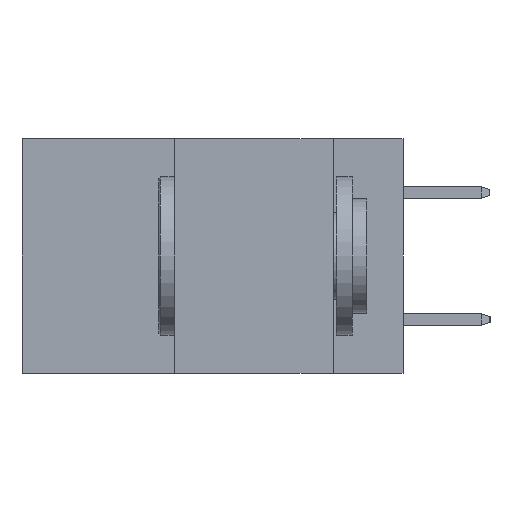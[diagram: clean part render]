
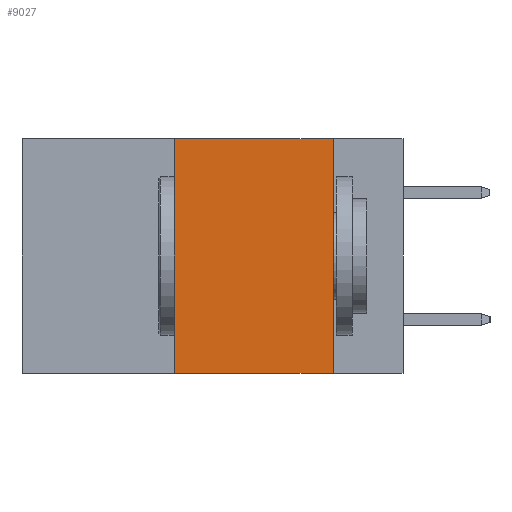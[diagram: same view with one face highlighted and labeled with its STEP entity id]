
A CAD part, left-side view. The second image highlights one B-rep face of the part: STEP entity #9027.
In plain terms, the highlighted planar face has unit normal (-1, 0, 0).
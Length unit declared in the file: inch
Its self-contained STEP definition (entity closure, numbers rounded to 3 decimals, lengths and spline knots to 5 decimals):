
#153 = VERTEX_POINT ( 'NONE', #5356 ) ;
#396 = ORIENTED_EDGE ( 'NONE', *, *, #5202, .F. ) ;
#448 = DIRECTION ( 'NONE',  ( 0., -1., 0. ) ) ;
#618 = CARTESIAN_POINT ( 'NONE',  ( 0., 0.11, -0.37 ) ) ;
#1132 = ORIENTED_EDGE ( 'NONE', *, *, #2986, .T. ) ;
#1521 = CARTESIAN_POINT ( 'NONE',  ( 0., 0.11, 0. ) ) ;
#1900 = VERTEX_POINT ( 'NONE', #6671 ) ;
#2023 = VERTEX_POINT ( 'NONE', #618 ) ;
#2296 = EDGE_CURVE ( 'NONE', #153, #4941, #2330, .T. ) ;
#2330 = LINE ( 'NONE', #5461, #8126 ) ;
#2678 = DIRECTION ( 'NONE',  ( 0., 0., 1. ) ) ;
#2754 = CARTESIAN_POINT ( 'NONE',  ( 0., 0.6, -0.37 ) ) ;
#2883 = VECTOR ( 'NONE', #448, 39.37008 ) ;
#2986 = EDGE_CURVE ( 'NONE', #1900, #2023, #8394, .T. ) ;
#3084 = DIRECTION ( 'NONE',  ( 0., 0., -1. ) ) ;
#3279 = EDGE_LOOP ( 'NONE', ( #396, #8821, #7251, #1132 ) ) ;
#4396 = DIRECTION ( 'NONE',  ( 0., 0., -1. ) ) ;
#4772 = DIRECTION ( 'NONE',  ( 0., -1., 0. ) ) ;
#4941 = VERTEX_POINT ( 'NONE', #1521 ) ;
#5202 = EDGE_CURVE ( 'NONE', #4941, #2023, #6228, .T. ) ;
#5248 = CARTESIAN_POINT ( 'NONE',  ( 0., 0.6, 0. ) ) ;
#5283 = VECTOR ( 'NONE', #3084, 39.37008 ) ;
#5301 = DIRECTION ( 'NONE',  ( 1., 0., 0. ) ) ;
#5356 = CARTESIAN_POINT ( 'NONE',  ( 0., 0.36, 0. ) ) ;
#5461 = CARTESIAN_POINT ( 'NONE',  ( 0., 0.6, 0. ) ) ;
#6070 = LINE ( 'NONE', #6122, #7694 ) ;
#6122 = CARTESIAN_POINT ( 'NONE',  ( 0., 0.36, 0. ) ) ;
#6155 = FACE_OUTER_BOUND ( 'NONE', #3279, .T. ) ;
#6192 = AXIS2_PLACEMENT_3D ( 'NONE', #5248, #5301, #4396 ) ;
#6228 = LINE ( 'NONE', #7782, #5283 ) ;
#6671 = CARTESIAN_POINT ( 'NONE',  ( 0., 0.36, -0.37 ) ) ;
#7251 = ORIENTED_EDGE ( 'NONE', *, *, #7759, .F. ) ;
#7694 = VECTOR ( 'NONE', #2678, 39.37008 ) ;
#7759 = EDGE_CURVE ( 'NONE', #1900, #153, #6070, .T. ) ;
#7782 = CARTESIAN_POINT ( 'NONE',  ( 0., 0.11, 0. ) ) ;
#8126 = VECTOR ( 'NONE', #4772, 39.37008 ) ;
#8394 = LINE ( 'NONE', #2754, #2883 ) ;
#8821 = ORIENTED_EDGE ( 'NONE', *, *, #2296, .F. ) ;
#9027 = ADVANCED_FACE ( 'NONE', ( #6155 ), #10008, .F. ) ;
#10008 = PLANE ( 'NONE',  #6192 ) ;
